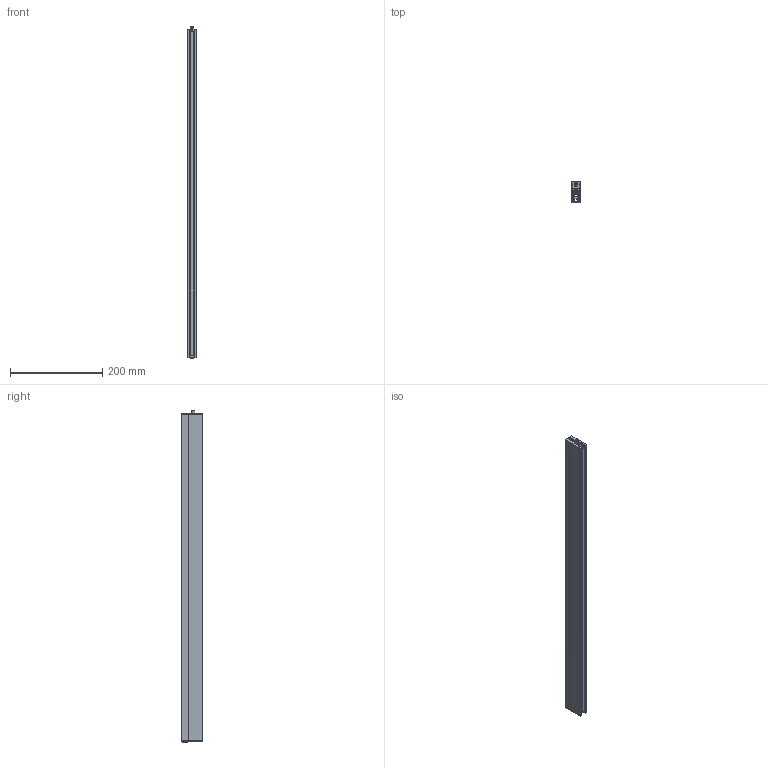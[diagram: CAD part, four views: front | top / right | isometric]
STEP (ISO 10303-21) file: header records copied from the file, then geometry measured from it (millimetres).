
FILE_DESCRIPTION (( 'STEP AP203' ), '1' );
FILE_NAME ('KG F16s mit Abschlusskappen 709.STEP', '2025-07-22T11:43:30', ( '' ), ( '' ), 'SwSTEP 2.0', 'SolidWorks 2023', '' );
FILE_SCHEMA (( 'CONFIG_CONTROL_DESIGN' ));
Length unit declared in the file: millimetre
Products named in the file (8): Betätigungsteil_1; Schutzprofil KG-F16 mit Schraubkanal 709_1000; Abschlusskappe KG-F16 Auslöseseite; KG F16s mit Abschlusskappen 709; M2.9x13; Innengeometrie_13_709; Abschlusskappe KG-F16; Aussengehäuse_13_709
Assembly tree (8 placements, depth 2):
  KG F16s mit Abschlusskappen 709
    Betätigungsteil_1
    Aussengehäuse_13_709
    Innengeometrie_13_709
    Schutzprofil KG-F16 mit Schraubkanal 709_1000
    Abschlusskappe KG-F16 Auslöseseite
    M2.9x13  x2
    Abschlusskappe KG-F16
Bounding box: 20.1 x 46.11 x 721.21 mm (x, y, z)
Volume: 231191.4 mm3; surface area: 376063.8 mm2
Topology: 25 solids, 25 shells, 1332 faces, 3694 edges, 2448 vertices
Faces by surface type: plane 730, bspline 449, cylinder 121, cone 28, torus 4
Entity records: 56716 total; most frequent: CARTESIAN_POINT 25557, ORIENTED_EDGE 7192, DIRECTION 4559, EDGE_CURVE 3596, LINE 2435, VECTOR 2435, VERTEX_POINT 2392, EDGE_LOOP 1422
